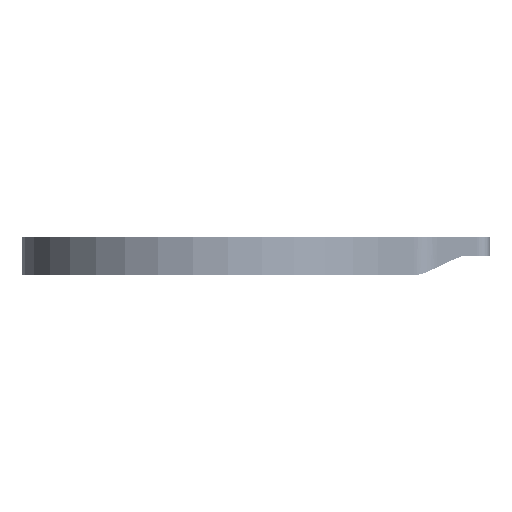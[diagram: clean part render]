
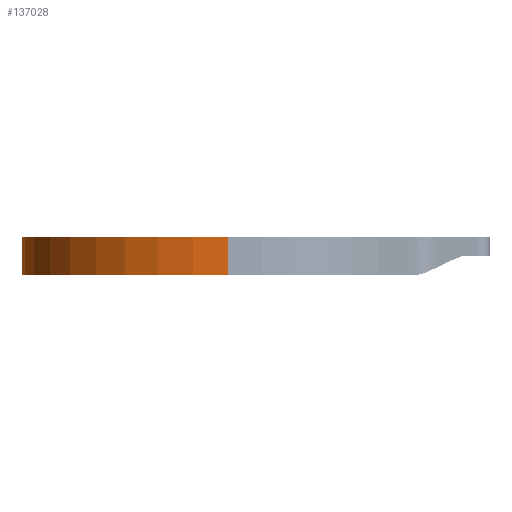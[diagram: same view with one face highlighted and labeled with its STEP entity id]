
A CAD part, left-side view. The second image highlights one B-rep face of the part: STEP entity #137028.
In plain terms, the highlighted cylindrical face has radius 16 mm (diameter 32 mm), a partial arc.
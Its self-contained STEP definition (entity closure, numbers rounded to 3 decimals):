
#6181 = EDGE_LOOP ( 'NONE', ( #134067, #167671, #19702, #43365 ) ) ;
#7598 = CARTESIAN_POINT ( 'NONE',  ( 21.28, 20.289, -2.963 ) ) ;
#10757 = CARTESIAN_POINT ( 'NONE',  ( -10.72, 20.289, 0. ) ) ;
#11704 = VERTEX_POINT ( 'NONE', #163912 ) ;
#19702 = ORIENTED_EDGE ( 'NONE', *, *, #43591, .F. ) ;
#25236 = AXIS2_PLACEMENT_3D ( 'NONE', #220417, #99371, #215278 ) ;
#34541 = CIRCLE ( 'NONE', #246737, 16. ) ;
#43365 = ORIENTED_EDGE ( 'NONE', *, *, #121866, .F. ) ;
#43591 = EDGE_CURVE ( 'NONE', #254935, #83656, #148630, .T. ) ;
#49547 = CARTESIAN_POINT ( 'NONE',  ( 21.28, 20.289, 45.503 ) ) ;
#50273 = CARTESIAN_POINT ( 'NONE',  ( 5.28, 20.289, 0. ) ) ;
#56412 = CYLINDRICAL_SURFACE ( 'NONE', #25236, 16. ) ;
#57162 = CARTESIAN_POINT ( 'NONE',  ( 5.28, 20.289, -2.963 ) ) ;
#66025 = EDGE_CURVE ( 'NONE', #11704, #170836, #34541, .T. ) ;
#72946 = DIRECTION ( 'NONE',  ( 0., 0., -1. ) ) ;
#77211 = DIRECTION ( 'NONE',  ( -1., 0., 0. ) ) ;
#83537 = EDGE_CURVE ( 'NONE', #11704, #83656, #151173, .T. ) ;
#83656 = VERTEX_POINT ( 'NONE', #7598 ) ;
#99371 = DIRECTION ( 'NONE',  ( 0., 0., -1. ) ) ;
#119404 = AXIS2_PLACEMENT_3D ( 'NONE', #57162, #197791, #214736 ) ;
#121866 = EDGE_CURVE ( 'NONE', #170836, #254935, #201645, .T. ) ;
#134067 = ORIENTED_EDGE ( 'NONE', *, *, #66025, .F. ) ;
#137028 = ADVANCED_FACE ( 'NONE', ( #176197 ), #56412, .T. ) ;
#148630 = CIRCLE ( 'NONE', #119404, 16. ) ;
#151014 = CARTESIAN_POINT ( 'NONE',  ( -10.72, 20.289, -2.963 ) ) ;
#151173 = LINE ( 'NONE', #49547, #231132 ) ;
#163912 = CARTESIAN_POINT ( 'NONE',  ( 21.28, 20.289, 0. ) ) ;
#167544 = DIRECTION ( 'NONE',  ( 0., 0., 1. ) ) ;
#167671 = ORIENTED_EDGE ( 'NONE', *, *, #83537, .T. ) ;
#170836 = VERTEX_POINT ( 'NONE', #10757 ) ;
#176197 = FACE_OUTER_BOUND ( 'NONE', #6181, .T. ) ;
#196505 = DIRECTION ( 'NONE',  ( 0., 0., -1. ) ) ;
#197791 = DIRECTION ( 'NONE',  ( 0., 0., -1. ) ) ;
#201645 = LINE ( 'NONE', #219870, #241506 ) ;
#214736 = DIRECTION ( 'NONE',  ( -1., 0., 0. ) ) ;
#215278 = DIRECTION ( 'NONE',  ( -1., 0., 0. ) ) ;
#219870 = CARTESIAN_POINT ( 'NONE',  ( -10.72, 20.289, 45.503 ) ) ;
#220417 = CARTESIAN_POINT ( 'NONE',  ( 5.28, 20.289, 45.503 ) ) ;
#231132 = VECTOR ( 'NONE', #72946, 1000. ) ;
#241506 = VECTOR ( 'NONE', #196505, 1000. ) ;
#246737 = AXIS2_PLACEMENT_3D ( 'NONE', #50273, #167544, #77211 ) ;
#254935 = VERTEX_POINT ( 'NONE', #151014 ) ;
